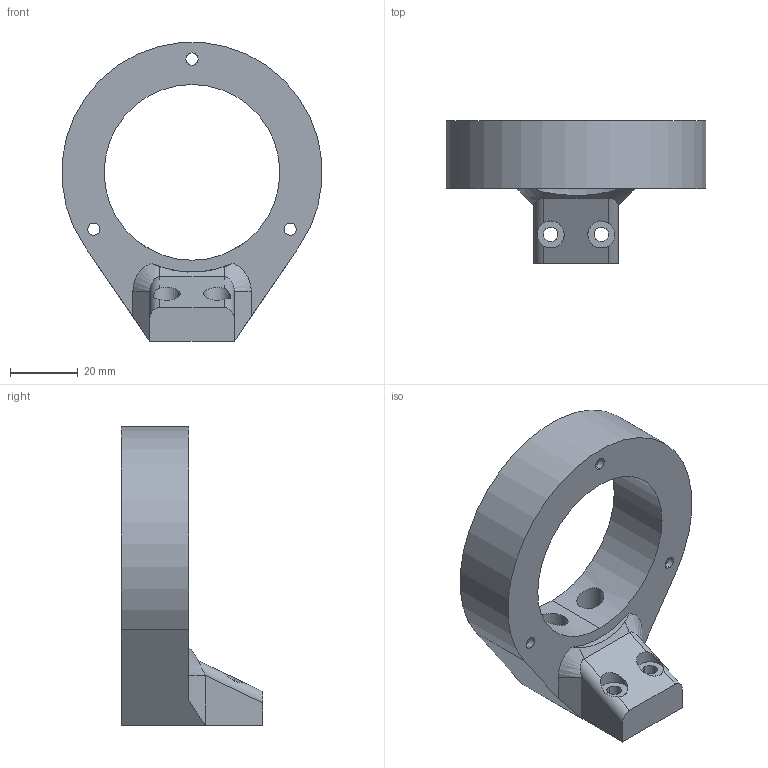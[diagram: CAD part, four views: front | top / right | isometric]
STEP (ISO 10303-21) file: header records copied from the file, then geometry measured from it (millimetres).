
FILE_DESCRIPTION (( 'STEP AP203' ), '1' );
FILE_NAME ('噩芛迖殤-賑怢.STEP', '2025-06-10T12:28:19', ( '' ), ( '' ), 'SwSTEP 2.0', 'SolidWorks 2019', '' );
FILE_SCHEMA (( 'CONFIG_CONTROL_DESIGN' ));
Length unit declared in the file: millimetre
Products named in the file (1): 噩芛迖殤-賑怢
Bounding box: 76.86 x 42 x 88.4 mm (x, y, z)
Volume: 65876.9 mm3; surface area: 18364.6 mm2
Topology: 1 solids, 1 shells, 67 faces, 174 edges, 114 vertices
Faces by surface type: plane 37, cylinder 28, bspline 2
Entity records: 2525 total; most frequent: CARTESIAN_POINT 792, ORIENTED_EDGE 348, DIRECTION 324, EDGE_CURVE 174, VERTEX_POINT 114, AXIS2_PLACEMENT_3D 109, LINE 106, VECTOR 106
